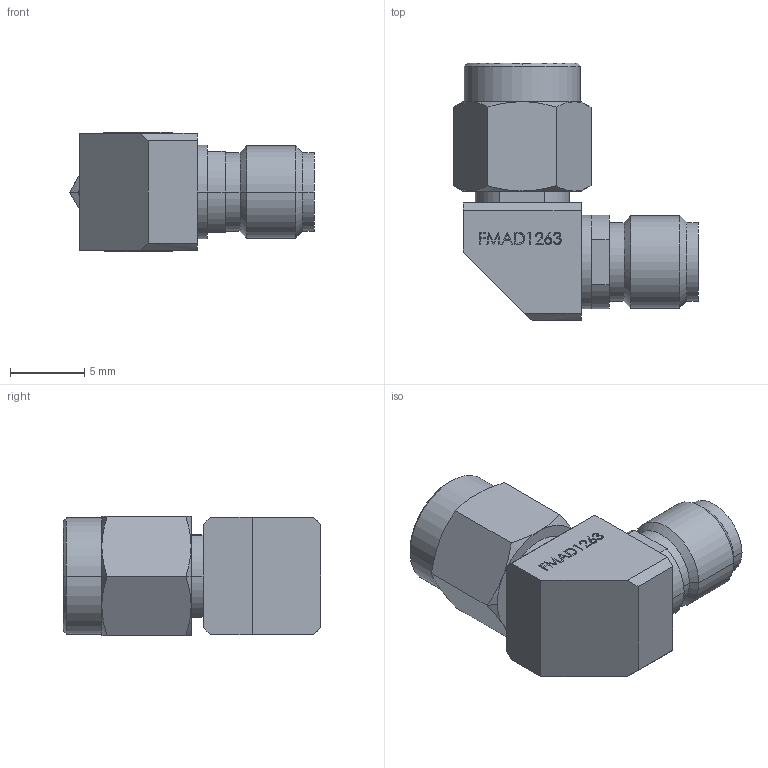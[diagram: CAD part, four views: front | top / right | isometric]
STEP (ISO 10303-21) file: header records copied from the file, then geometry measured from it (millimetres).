
FILE_DESCRIPTION (( 'STEP AP203' ), '1' );
FILE_NAME ('FMAD1263_3D.STEP', '2021-05-05T12:57:53', ( '' ), ( '' ), 'SwSTEP 2.0', 'SolidWorks 2020', '' );
FILE_SCHEMA (( 'CONFIG_CONTROL_DESIGN' ));
Length unit declared in the file: inch
Products named in the file (6): als-a3a8-27.stp; FMAD1263_3D; ALS-A3-TOP.stp; ALS-K3K8-3.stp; Part15^FMAD1263; ALS-A8K3-18-4.stp
Assembly tree (5 placements, depth 3):
  FMAD1263_3D
    als-a3a8-27.stp
      ALS-K3K8-3.stp
      ALS-A3-TOP.stp
      ALS-A8K3-18-4.stp
    Part15^FMAD1263
Bounding box: 16.46 x 17.32 x 8.02 mm (x, y, z)
Volume: 1107 mm3; surface area: 962.1 mm2
Topology: 11 solids, 11 shells, 194 faces, 466 edges, 300 vertices
Faces by surface type: plane 103, bspline 36, cylinder 30, cone 25
Entity records: 8254 total; most frequent: CARTESIAN_POINT 3331, ORIENTED_EDGE 932, DIRECTION 778, EDGE_CURVE 466, VERTEX_POINT 300, VECTOR 292, LINE 292, AXIS2_PLACEMENT_3D 243
